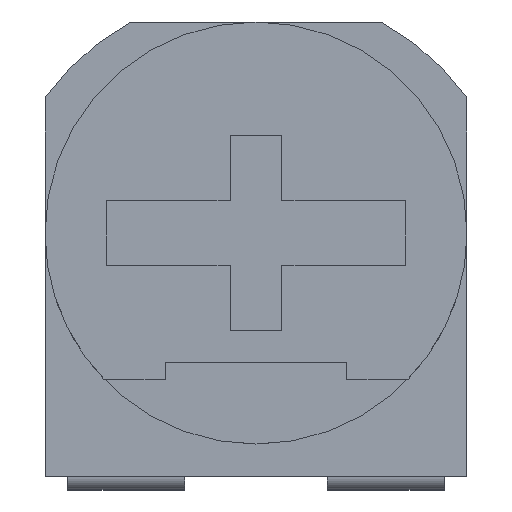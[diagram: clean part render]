
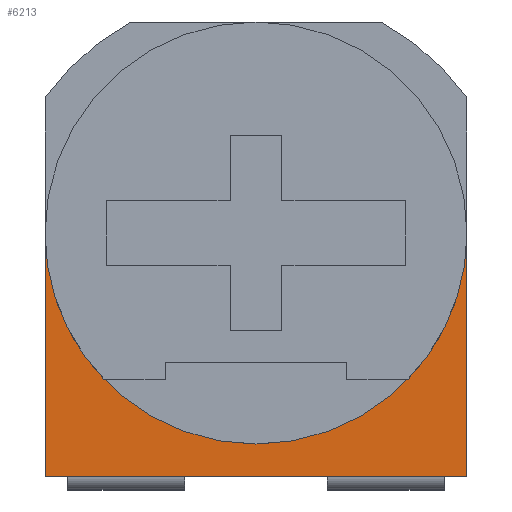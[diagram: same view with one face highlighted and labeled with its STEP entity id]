
A CAD part, top view. The second image highlights one B-rep face of the part: STEP entity #6213.
In plain terms, the highlighted planar face has unit normal (0, 0, 1).
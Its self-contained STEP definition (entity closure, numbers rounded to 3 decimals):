
#103 = DIRECTION ( 'NONE',  ( 0., 1., 0. ) ) ;
#196 = CARTESIAN_POINT ( 'NONE',  ( -3.25, -3.5, 2. ) ) ;
#364 = CARTESIAN_POINT ( 'NONE',  ( 3.25, -3.5, 2. ) ) ;
#1376 = DIRECTION ( 'NONE',  ( 1., 0., 0. ) ) ;
#1967 = DIRECTION ( 'NONE',  ( 0., -1., 0. ) ) ;
#2331 = VECTOR ( 'NONE', #15883, 1000. ) ;
#2793 = FACE_OUTER_BOUND ( 'NONE', #14849, .T. ) ;
#3157 = LINE ( 'NONE', #15975, #2331 ) ;
#3499 = CARTESIAN_POINT ( 'NONE',  ( -3.25, 2.332, 2. ) ) ;
#4881 = EDGE_CURVE ( 'NONE', #15188, #4990, #10772, .T. ) ;
#4990 = VERTEX_POINT ( 'NONE', #14953 ) ;
#5216 = ORIENTED_EDGE ( 'NONE', *, *, #6435, .T. ) ;
#5502 = ORIENTED_EDGE ( 'NONE', *, *, #7641, .T. ) ;
#5688 = AXIS2_PLACEMENT_3D ( 'NONE', #11745, #15618, #9317 ) ;
#6213 = ADVANCED_FACE ( 'NONE', ( #2793 ), #7905, .T. ) ;
#6435 = EDGE_CURVE ( 'NONE', #7792, #4990, #10235, .T. ) ;
#7048 = EDGE_CURVE ( 'NONE', #13136, #7792, #3157, .T. ) ;
#7196 = VECTOR ( 'NONE', #1967, 1000. ) ;
#7641 = EDGE_CURVE ( 'NONE', #15188, #13136, #14900, .T. ) ;
#7739 = DIRECTION ( 'NONE',  ( 0., 0., 1. ) ) ;
#7792 = VERTEX_POINT ( 'NONE', #364 ) ;
#7905 = PLANE ( 'NONE',  #10650 ) ;
#8710 = ORIENTED_EDGE ( 'NONE', *, *, #7048, .T. ) ;
#9317 = DIRECTION ( 'NONE',  ( 1., 0., 0. ) ) ;
#9696 = CARTESIAN_POINT ( 'NONE',  ( -3.25, 0.25, 2. ) ) ;
#10235 = LINE ( 'NONE', #11585, #13511 ) ;
#10650 = AXIS2_PLACEMENT_3D ( 'NONE', #14065, #7739, #1376 ) ;
#10772 = CIRCLE ( 'NONE', #5688, 3.25 ) ;
#11585 = CARTESIAN_POINT ( 'NONE',  ( 3.25, 2.332, 2. ) ) ;
#11745 = CARTESIAN_POINT ( 'NONE',  ( 0., 0.25, 2. ) ) ;
#13136 = VERTEX_POINT ( 'NONE', #196 ) ;
#13511 = VECTOR ( 'NONE', #103, 1000. ) ;
#14065 = CARTESIAN_POINT ( 'NONE',  ( 0., 0., 2. ) ) ;
#14425 = ORIENTED_EDGE ( 'NONE', *, *, #4881, .F. ) ;
#14849 = EDGE_LOOP ( 'NONE', ( #14425, #5502, #8710, #5216 ) ) ;
#14900 = LINE ( 'NONE', #3499, #7196 ) ;
#14953 = CARTESIAN_POINT ( 'NONE',  ( 3.25, 0.25, 2. ) ) ;
#15188 = VERTEX_POINT ( 'NONE', #9696 ) ;
#15618 = DIRECTION ( 'NONE',  ( 0., 0., 1. ) ) ;
#15883 = DIRECTION ( 'NONE',  ( 1., 0., 0. ) ) ;
#15975 = CARTESIAN_POINT ( 'NONE',  ( -3.25, -3.5, 2. ) ) ;
